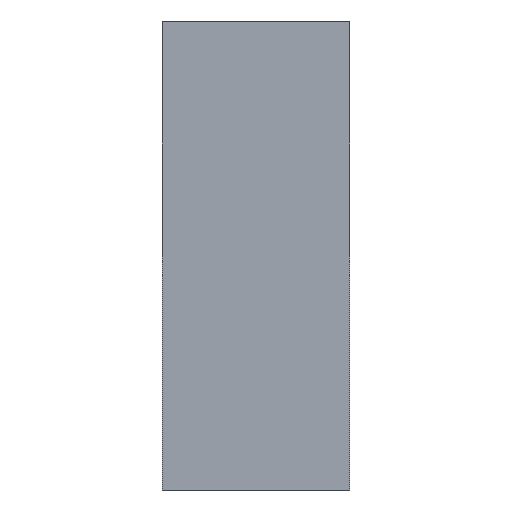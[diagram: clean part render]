
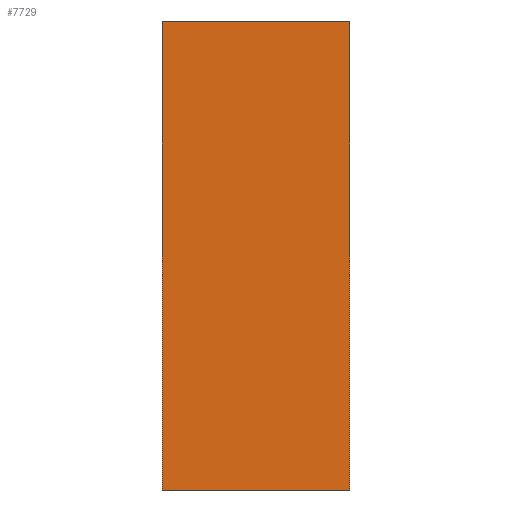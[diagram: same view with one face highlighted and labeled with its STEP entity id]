
A CAD part, left-side view. The second image highlights one B-rep face of the part: STEP entity #7729.
In plain terms, the highlighted planar face has unit normal (-1, 0, 0).
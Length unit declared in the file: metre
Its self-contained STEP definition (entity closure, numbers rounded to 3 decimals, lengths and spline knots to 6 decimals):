
#1744=ORIENTED_EDGE('',*,*,#3419,.T.);
#1745=ORIENTED_EDGE('',*,*,#2901,.F.);
#1746=ORIENTED_EDGE('',*,*,#2738,.F.);
#1747=ORIENTED_EDGE('',*,*,#2896,.T.);
#2738=EDGE_CURVE('',#3854,#3855,#4596,.T.);
#2896=EDGE_CURVE('',#3854,#4008,#4749,.T.);
#2901=EDGE_CURVE('',#3855,#4011,#4752,.T.);
#3419=EDGE_CURVE('',#4008,#4011,#5175,.T.);
#3854=VERTEX_POINT('',#10950);
#3855=VERTEX_POINT('',#10952);
#4008=VERTEX_POINT('',#11271);
#4011=VERTEX_POINT('',#11279);
#4596=LINE('',#10951,#5566);
#4749=LINE('',#11272,#5719);
#4752=LINE('',#11282,#5722);
#5175=LINE('',#12289,#6145);
#5566=VECTOR('',#8665,1.);
#5719=VECTOR('',#8846,1.);
#5722=VECTOR('',#8855,1.);
#6145=VECTOR('',#9976,1.);
#6551=EDGE_LOOP('',(#1744,#1745,#1746,#1747));
#7005=FACE_BOUND('',#6551,.T.);
#7389=PLANE('',#8204);
#7729=ADVANCED_FACE('',(#7005),#7389,.F.);
#8204=AXIS2_PLACEMENT_3D('',#12288,#9974,#9975);
#8665=DIRECTION('',(0.,0.,-1.));
#8846=DIRECTION('',(0.,1.,0.));
#8855=DIRECTION('',(0.,1.,0.));
#9974=DIRECTION('',(1.,0.,0.));
#9975=DIRECTION('',(0.,0.,-1.));
#9976=DIRECTION('',(0.,0.,-1.));
#10950=CARTESIAN_POINT('',(-0.085,-0.02,0.025));
#10951=CARTESIAN_POINT('',(-0.085,-0.02,0.));
#10952=CARTESIAN_POINT('',(-0.085,-0.02,-0.025));
#11271=CARTESIAN_POINT('',(-0.085,0.,0.025));
#11272=CARTESIAN_POINT('',(-0.085,-0.02,0.025));
#11279=CARTESIAN_POINT('',(-0.085,0.,-0.025));
#11282=CARTESIAN_POINT('',(-0.085,-0.02,-0.025));
#12288=CARTESIAN_POINT('',(-0.085,-0.02,0.));
#12289=CARTESIAN_POINT('',(-0.085,0.,0.));
